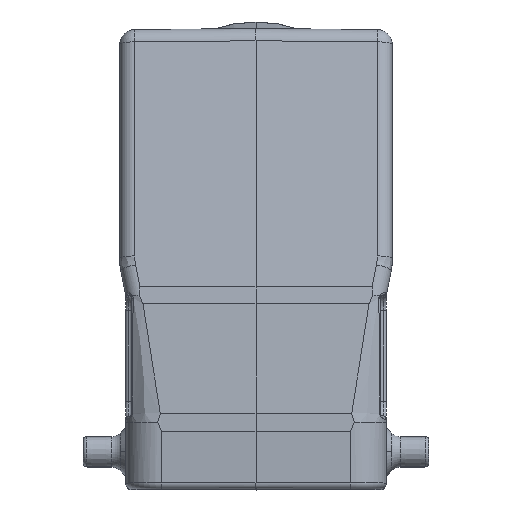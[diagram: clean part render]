
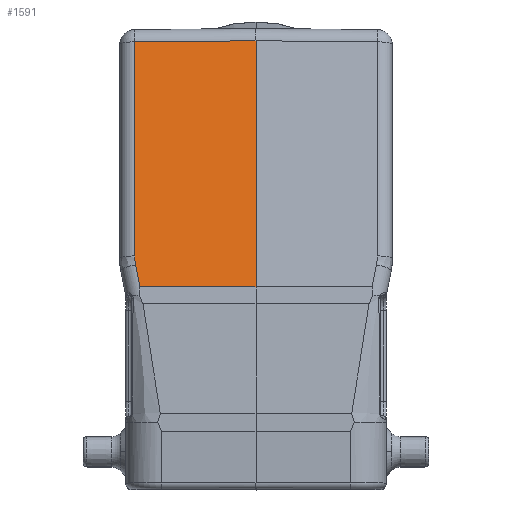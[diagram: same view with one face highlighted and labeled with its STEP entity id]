
A CAD part, top view. The second image highlights one B-rep face of the part: STEP entity #1591.
In plain terms, the highlighted planar face has unit normal (-0.009, 0.19, 0.982).
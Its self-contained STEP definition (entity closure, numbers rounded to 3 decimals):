
#1591=ADVANCED_FACE('',(#2488),#1858,.T.);
#1858=PLANE('',#12146);
#2488=FACE_OUTER_BOUND('',#3198,.T.);
#3198=EDGE_LOOP('',(#8341,#8342,#8343,#8344,#8345,#8346));
#3686=B_SPLINE_CURVE_WITH_KNOTS('',3,(#25384,#25385,#25386,#25387),
 .UNSPECIFIED.,.F.,.F.,(4,4),(0.,1.),.UNSPECIFIED.);
#4214=LINE('',#24088,#4999);
#4441=LINE('',#25380,#5229);
#4442=LINE('',#25404,#5230);
#4443=LINE('',#25406,#5231);
#4444=LINE('',#25408,#5232);
#4999=VECTOR('',#14248,1.);
#5229=VECTOR('',#14874,1.);
#5230=VECTOR('',#14879,1.);
#5231=VECTOR('',#14880,1.);
#5232=VECTOR('',#14881,1.);
#8341=ORIENTED_EDGE('',*,*,#11107,.F.);
#8342=ORIENTED_EDGE('',*,*,#10774,.T.);
#8343=ORIENTED_EDGE('',*,*,#11104,.F.);
#8344=ORIENTED_EDGE('',*,*,#11106,.T.);
#8345=ORIENTED_EDGE('',*,*,#11108,.T.);
#8346=ORIENTED_EDGE('',*,*,#11109,.T.);
#9302=VERTEX_POINT('',#24085);
#9303=VERTEX_POINT('',#24089);
#9501=VERTEX_POINT('',#25379);
#9502=VERTEX_POINT('',#25383);
#9503=VERTEX_POINT('',#25405);
#9504=VERTEX_POINT('',#25407);
#10774=EDGE_CURVE('',#9303,#9302,#4214,.T.);
#11104=EDGE_CURVE('',#9501,#9302,#4441,.T.);
#11106=EDGE_CURVE('',#9501,#9502,#3686,.T.);
#11107=EDGE_CURVE('',#9303,#9503,#4442,.T.);
#11108=EDGE_CURVE('',#9502,#9504,#4443,.T.);
#11109=EDGE_CURVE('',#9504,#9503,#4444,.T.);
#12146=AXIS2_PLACEMENT_3D('',#25409,#14882,#14883);
#14248=DIRECTION('',(-1.,-0.009,-0.007));
#14874=DIRECTION('',(0.,0.982,-0.19));
#14879=DIRECTION('',(0.,-0.982,0.19));
#14880=DIRECTION('',(0.193,-0.963,0.188));
#14881=DIRECTION('',(1.,0.,0.009));
#14882=DIRECTION('',(-0.009,0.19,0.982));
#14883=DIRECTION('',(0.,-0.982,0.19));
#24085=CARTESIAN_POINT('',(-20.022,19.215,36.497));
#24088=CARTESIAN_POINT('',(0.,19.39,36.641));
#24089=CARTESIAN_POINT('',(0.,19.39,36.641));
#25379=CARTESIAN_POINT('',(-20.022,-16.12,43.323));
#25380=CARTESIAN_POINT('',(-20.022,-16.12,43.323));
#25383=CARTESIAN_POINT('',(-19.876,-17.591,43.609));
#25384=CARTESIAN_POINT('',(-20.022,-16.12,43.323));
#25385=CARTESIAN_POINT('',(-20.022,-16.614,43.419));
#25386=CARTESIAN_POINT('',(-19.973,-17.107,43.514));
#25387=CARTESIAN_POINT('',(-19.876,-17.591,43.609));
#25404=CARTESIAN_POINT('',(0.,19.39,36.641));
#25405=CARTESIAN_POINT('',(0.,-21.241,44.49));
#25406=CARTESIAN_POINT('',(-19.876,-17.591,43.609));
#25407=CARTESIAN_POINT('',(-19.146,-21.241,44.32));
#25408=CARTESIAN_POINT('',(-19.146,-21.241,44.32));
#25409=CARTESIAN_POINT('',(0.,-22.585,44.75));
